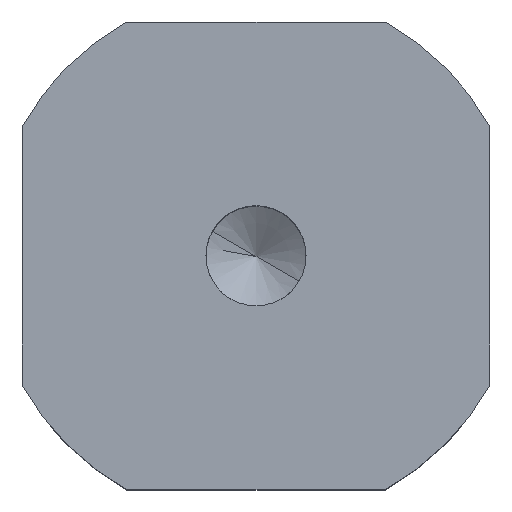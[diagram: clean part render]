
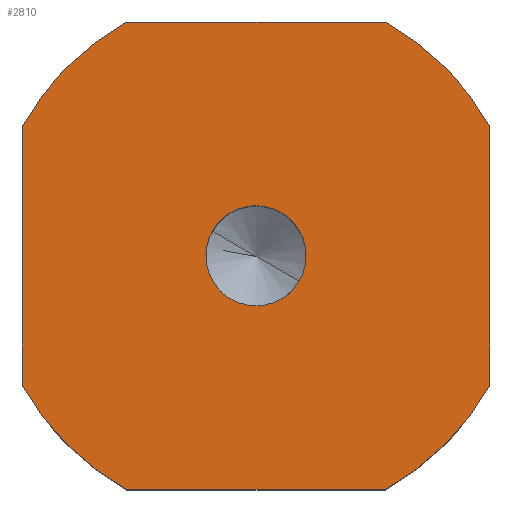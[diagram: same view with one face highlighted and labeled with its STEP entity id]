
A CAD part, top view. The second image highlights one B-rep face of the part: STEP entity #2810.
In plain terms, the highlighted face is planar.
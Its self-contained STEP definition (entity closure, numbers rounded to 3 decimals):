
#1700=CARTESIAN_POINT('',(71.352,-91.979,
92.29));
#1710=VERTEX_POINT('',#1700);
#1740=CARTESIAN_POINT('',(67.852,-91.979,
94.226));
#1750=DIRECTION('',(0.,1.,0.));
#1760=DIRECTION('',(-0.5,0.,0.866));
#1770=AXIS2_PLACEMENT_3D('',#1740,#1750,#1760);
#1780=CIRCLE('',#1770,4.);
#1790=CARTESIAN_POINT('',(69.788,-91.979,
90.726));
#1800=VERTEX_POINT('',#1790);
#1810=EDGE_CURVE('',#1710,#1800,#1780,.T.);
#2010=CARTESIAN_POINT('',(80.108,-91.979,
100.09));
#2020=DIRECTION('',(0.,1.,0.));
#2030=DIRECTION('',(-0.5,0.,0.866));
#2040=AXIS2_PLACEMENT_3D('',#2010,#2020,#2030);
#2050=PLANE('',#2040);
#2060=CARTESIAN_POINT('',(67.852,-91.979,
94.226));
#2070=DIRECTION('',(0.,-1.,0.));
#2080=DIRECTION('',(-0.866,0.,-0.5));
#2090=AXIS2_PLACEMENT_3D('',#2060,#2070,#2080);
#2100=CIRCLE('',#2090,0.75);
#2110=CARTESIAN_POINT('',(67.202,-91.979,
93.851));
#2120=VERTEX_POINT('',#2110);
#2130=CARTESIAN_POINT('',(68.502,-91.979,
94.601));
#2140=VERTEX_POINT('',#2130);
#2150=EDGE_CURVE('',#2120,#2140,#2100,.T.);
#2160=ORIENTED_EDGE('',*,*,#2150,.T.);
#2170=EDGE_CURVE('',#2140,#2120,#2100,.T.);
#2180=ORIENTED_EDGE('',*,*,#2170,.T.);
#2190=EDGE_LOOP('',(#2180,#2160));
#2200=FACE_BOUND('',#2190,.T.);
#2210=CARTESIAN_POINT('',(71.352,-91.979,
95.034));
#2220=DIRECTION('',(0.,0.,1.));
#2230=VECTOR('',#2220,1.);
#2240=LINE('',#2210,#2230);
#2250=CARTESIAN_POINT('',(71.352,-91.979,
96.163));
#2260=VERTEX_POINT('',#2250);
#2270=EDGE_CURVE('',#1710,#2260,#2240,.T.);
#2280=ORIENTED_EDGE('',*,*,#2270,.F.);
#2290=CARTESIAN_POINT('',(67.852,-91.979,
94.226));
#2300=DIRECTION('',(0.,1.,0.));
#2310=DIRECTION('',(-0.5,0.,0.866));
#2320=AXIS2_PLACEMENT_3D('',#2290,#2300,#2310);
#2330=CIRCLE('',#2320,4.);
#2340=CARTESIAN_POINT('',(69.788,-91.979,
97.726));
#2350=VERTEX_POINT('',#2340);
#2360=EDGE_CURVE('',#2350,#2260,#2330,.T.);
#2370=ORIENTED_EDGE('',*,*,#2360,.T.);
#2380=CARTESIAN_POINT('',(81.473,-91.979,
97.726));
#2390=DIRECTION('',(-1.,0.,0.));
#2400=VECTOR('',#2390,1.);
#2410=LINE('',#2380,#2400);
#2420=CARTESIAN_POINT('',(65.916,-91.979,
97.726));
#2430=VERTEX_POINT('',#2420);
#2440=EDGE_CURVE('',#2350,#2430,#2410,.T.);
#2450=ORIENTED_EDGE('',*,*,#2440,.F.);
#2460=CARTESIAN_POINT('',(67.852,-91.979,
94.226));
#2470=DIRECTION('',(0.,1.,0.));
#2480=DIRECTION('',(-0.5,0.,0.866));
#2490=AXIS2_PLACEMENT_3D('',#2460,#2470,#2480);
#2500=CIRCLE('',#2490,4.);
#2510=CARTESIAN_POINT('',(64.352,-91.979,
96.163));
#2520=VERTEX_POINT('',#2510);
#2530=EDGE_CURVE('',#2520,#2430,#2500,.T.);
#2540=ORIENTED_EDGE('',*,*,#2530,.T.);
#2550=CARTESIAN_POINT('',(64.352,-91.979,
90.993));
#2560=DIRECTION('',(0.,0.,-1.));
#2570=VECTOR('',#2560,1.);
#2580=LINE('',#2550,#2570);
#2590=CARTESIAN_POINT('',(64.352,-91.979,
92.29));
#2600=VERTEX_POINT('',#2590);
#2610=EDGE_CURVE('',#2520,#2600,#2580,.T.);
#2620=ORIENTED_EDGE('',*,*,#2610,.F.);
#2630=CARTESIAN_POINT('',(67.852,-91.979,
94.226));
#2640=DIRECTION('',(0.,1.,0.));
#2650=DIRECTION('',(-0.5,0.,0.866));
#2660=AXIS2_PLACEMENT_3D('',#2630,#2640,#2650);
#2670=CIRCLE('',#2660,4.);
#2680=CARTESIAN_POINT('',(65.916,-91.979,
90.726));
#2690=VERTEX_POINT('',#2680);
#2700=EDGE_CURVE('',#2690,#2600,#2670,.T.);
#2710=ORIENTED_EDGE('',*,*,#2700,.T.);
#2720=CARTESIAN_POINT('',(85.514,-91.979,
90.726));
#2730=DIRECTION('',(1.,0.,0.));
#2740=VECTOR('',#2730,1.);
#2750=LINE('',#2720,#2740);
#2760=EDGE_CURVE('',#2690,#1800,#2750,.T.);
#2770=ORIENTED_EDGE('',*,*,#2760,.F.);
#2780=ORIENTED_EDGE('',*,*,#1810,.T.);
#2790=EDGE_LOOP('',(#2780,#2770,#2710,#2620,#2540,#2450,#2370,#2280));
#2800=FACE_OUTER_BOUND('',#2790,.T.);
#2810=ADVANCED_FACE('',(#2200,#2800),#2050,.T.);
